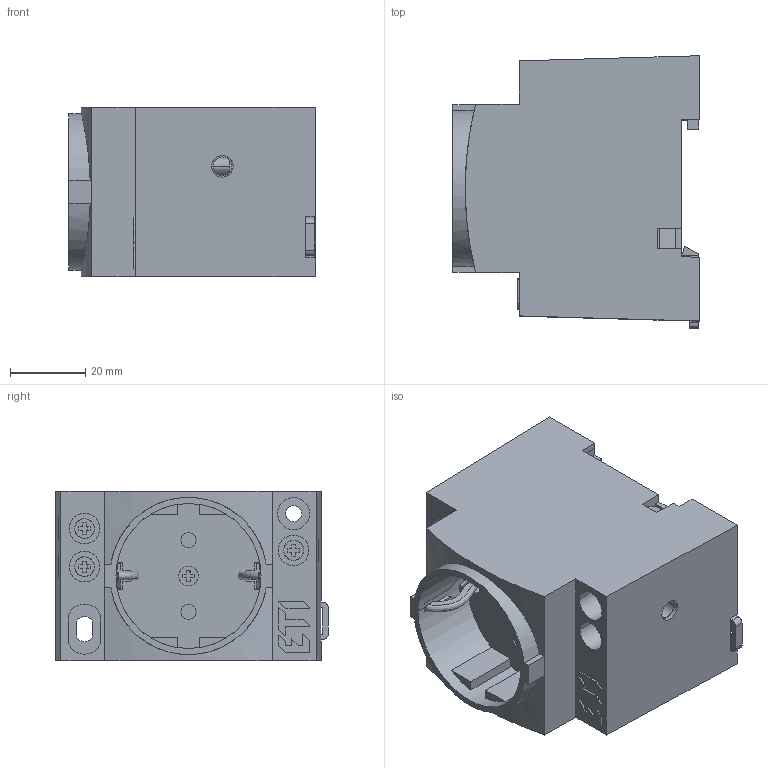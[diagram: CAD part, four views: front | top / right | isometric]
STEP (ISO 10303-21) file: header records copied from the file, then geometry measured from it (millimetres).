
FILE_DESCRIPTION((''),'2;1');
FILE_NAME('DIN_SOCKET_ASM','2020-10-27T',('marketing.praksa'),('Audax d.o.o.'),'CREO PARAMETRIC BY PTC INC, 2017480','CREO PARAMETRIC BY PTC INC, 2017480','');
FILE_SCHEMA(('AUTOMOTIVE_DESIGN { 1 0 10303 214 1 1 1 1 }'));
Length unit declared in the file: millimetre
Products named in the file (30): OPEN_CASCADE_STEP_TRANSLATOR-81; OPEN_CASCADE_STEP_TRANSLAT-1704; OPEN_CASCADE_STEP_TRANSLA-13240; OPEN_CASCADE_STEP_TRANSLA-16954; OPEN_CASCADE_STEP_TRANSLA-20668; OPEN_CASCADE_STEP_TRANSLA-20875; OPEN_CASCADE_STEP_TRANSLA-21302; OPEN_CASCADE_STEP_TRANSLA-21729; OPEN_CASCADE_STEP_TRANSLA-22165; OPEN_CASCADE_STEP_TRANSLA-23754; OPEN_CASCADE_STEP_TRANSLA-31308; OPEN_CASCADE_STEP_TRANSLA-31515; OPEN_CASCADE_STEP_TRANSLA-31722; OPEN_CASCADE_STEP_TRANSLA-32873; OPEN_CASCADE_STEP_TRANSLA-34024; OPEN_CASCADE_STEP_TRANSLATOR-10_ASM; OPEN_CASCADE_STEP_TRANSLATOR_21_ASM; 200__LOGO_ASM_1_ASM_1_ASM; TRAFO_ASM_1_ASM_1_ASM; CTR30_50_5_ASM_1_ASM; LOGO_ASM; OPEN_CASCADE_STEP_TRANSLATOR__1; OPEN_CASCADE_STEP_TRANSLAT-21_2; OPEN_CASCADE_STEP_TRANSLAT-28_2; OPEN_CASCADE_STEP_TRANSLATOR__2_ASM; 200__LOGO_ASM_1_ASM_1_1_ASM; TRAFO_ASM_1_ASM_1_1_ASM; CTR30_50_5_ASM_1_1_ASM; ASM0003_ASM; DIN_SOCKET_ASM
Assembly tree (29 placements, depth 7):
  DIN_SOCKET_ASM
    OPEN_CASCADE_STEP_TRANSLATOR-10_ASM
      OPEN_CASCADE_STEP_TRANSLATOR-81
      OPEN_CASCADE_STEP_TRANSLAT-1704
      OPEN_CASCADE_STEP_TRANSLA-13240
      OPEN_CASCADE_STEP_TRANSLA-16954
      OPEN_CASCADE_STEP_TRANSLA-20668
      OPEN_CASCADE_STEP_TRANSLA-20875
      OPEN_CASCADE_STEP_TRANSLA-21302
      OPEN_CASCADE_STEP_TRANSLA-21729
      OPEN_CASCADE_STEP_TRANSLA-22165
      OPEN_CASCADE_STEP_TRANSLA-23754
      OPEN_CASCADE_STEP_TRANSLA-31308
      OPEN_CASCADE_STEP_TRANSLA-31515
      OPEN_CASCADE_STEP_TRANSLA-31722
      OPEN_CASCADE_STEP_TRANSLA-32873
      OPEN_CASCADE_STEP_TRANSLA-34024
    LOGO_ASM
      CTR30_50_5_ASM_1_ASM
        TRAFO_ASM_1_ASM_1_ASM
          200__LOGO_ASM_1_ASM_1_ASM
            OPEN_CASCADE_STEP_TRANSLATOR_21_ASM
    ASM0003_ASM
      CTR30_50_5_ASM_1_1_ASM
        TRAFO_ASM_1_ASM_1_1_ASM
          200__LOGO_ASM_1_ASM_1_1_ASM
            OPEN_CASCADE_STEP_TRANSLATOR__2_ASM
              OPEN_CASCADE_STEP_TRANSLATOR__1
              OPEN_CASCADE_STEP_TRANSLAT-21_2
              OPEN_CASCADE_STEP_TRANSLAT-28_2
Bounding box: 65.4 x 72.26 x 45 mm (x, y, z)
Volume: 126756.2 mm3; surface area: 42912.3 mm2
Topology: 16 solids, 20 shells, 434 faces, 1202 edges, 822 vertices
Faces by surface type: plane 312, cylinder 96, bspline 18, extrusion 8
Entity records: 27996 total; most frequent: CARTESIAN_POINT 8814, ORIENTED_EDGE 2341, DIRECTION 2223, PRESENTATION_STYLE_ASSIGNMENT 1661, STYLED_ITEM 1659, CURVE_STYLE 1209, EDGE_CURVE 1201, VECTOR 865
